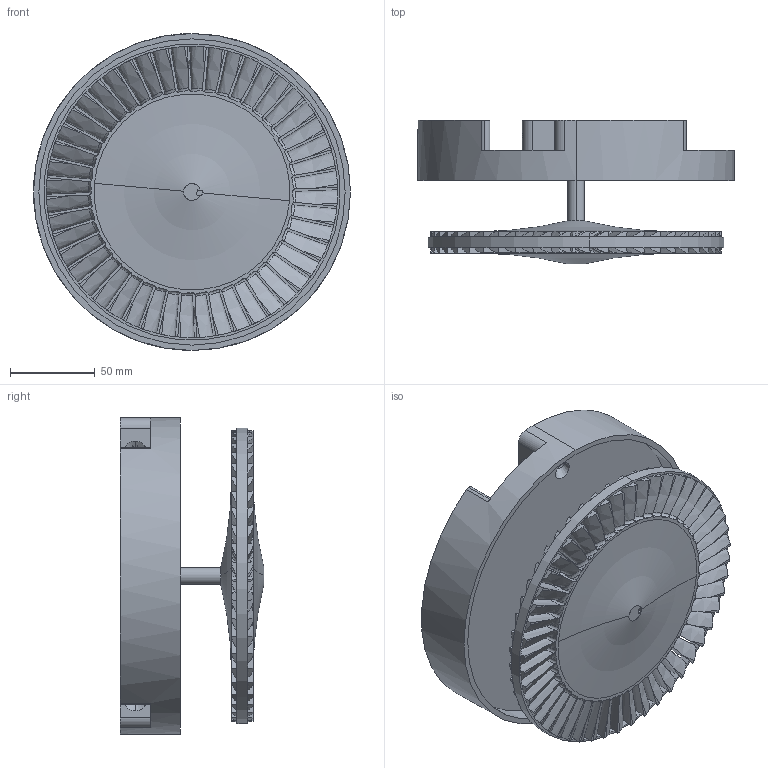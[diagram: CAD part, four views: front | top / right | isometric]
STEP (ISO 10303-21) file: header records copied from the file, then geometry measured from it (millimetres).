
FILE_DESCRIPTION (( 'STEP AP214' ), '1' );
FILE_NAME ('[TP] [Turb] Rotor43.STEP', '2024-05-07T06:07:30', ( '' ), ( '' ), 'SwSTEP 2.0', 'SolidWorks 2023', '' );
FILE_SCHEMA (( 'AUTOMOTIVE_DESIGN' ));
Length unit declared in the file: inch
Products named in the file (5): [TP] [Turb] Turbine Manifold; [TP] [Turb] Rotor43; [TP] [Turb] Keyed Shaft - 7398K211_304_7398K211; [TP] [Turb] Blisk - Copy; [TP] [Turb] Key_98870A114
Assembly tree (4 placements, depth 2):
  [TP] [Turb] Rotor43
    [TP] [Turb] Turbine Manifold
    [TP] [Turb] Blisk - Copy
    [TP] [Turb] Keyed Shaft - 7398K211_304_7398K211
    [TP] [Turb] Key_98870A114
Bounding box: 187.15 x 84.78 x 187.15 mm (x, y, z)
Volume: 608525.7 mm3; surface area: 167509.8 mm2
Topology: 4 solids, 5 shells, 665 faces, 2143 edges, 1387 vertices
Faces by surface type: cylinder 232, plane 223, bspline 144, torus 52, cone 14
Entity records: 35063 total; most frequent: CARTESIAN_POINT 18277, ORIENTED_EDGE 4266, DIRECTION 2631, EDGE_CURVE 2133, VERTEX_POINT 1387, B_SPLINE_CURVE_WITH_KNOTS 1125, AXIS2_PLACEMENT_3D 1099, EDGE_LOOP 678
